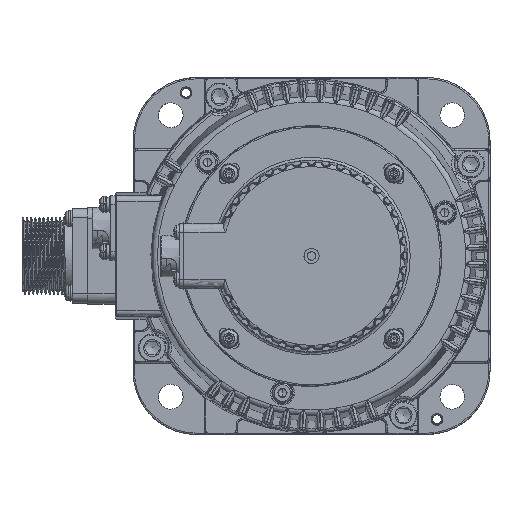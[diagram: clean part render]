
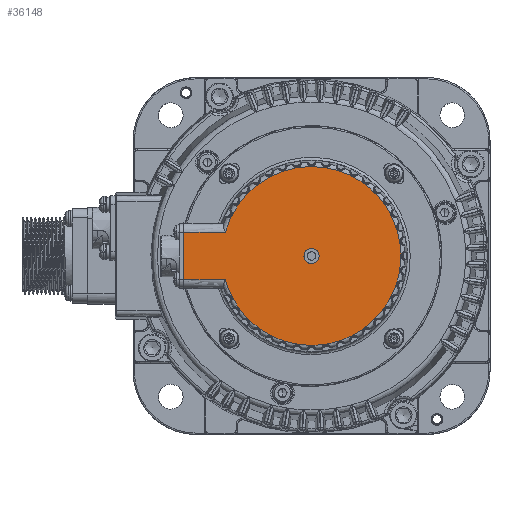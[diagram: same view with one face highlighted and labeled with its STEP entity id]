
A CAD part, left-side view. The second image highlights one B-rep face of the part: STEP entity #36148.
In plain terms, the highlighted free-form (B-spline) face has degree [1, 1] with [2, 2] control points.
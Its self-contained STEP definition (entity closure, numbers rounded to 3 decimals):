
#317=CARTESIAN_POINT('',(-204.7,46.5,8.617));
#318=VERTEX_POINT('',#317);
#319=CARTESIAN_POINT('',(-204.7,46.5,-8.617));
#320=VERTEX_POINT('',#319);
#321=CARTESIAN_POINT('',(-204.7,46.5,8.617));
#322=CARTESIAN_POINT('',(-204.7,46.5,-8.617));
#323=B_SPLINE_CURVE_WITH_KNOTS('',1,(#321,#322),.POLYLINE_FORM.,.F.,.U.,(2,2),(0.,1.),.UNSPECIFIED.);
#324=EDGE_CURVE('',#318,#320,#323,.T.);
#31912=CARTESIAN_POINT('',(-204.7,31.414,8.617));
#31913=VERTEX_POINT('',#31912);
#31922=CARTESIAN_POINT('',(-204.7,31.414,-8.617));
#31923=VERTEX_POINT('',#31922);
#31924=CARTESIAN_POINT('',(-204.7,31.414,8.617));
#31925=CARTESIAN_POINT('',(-204.7,19.159,53.294));
#31926=CARTESIAN_POINT('',(-204.7,-18.737,26.647));
#31927=CARTESIAN_POINT('',(-204.7,-56.633,0.));
#31928=CARTESIAN_POINT('',(-204.7,-18.737,-26.647));
#31929=CARTESIAN_POINT('',(-204.7,19.159,-53.294));
#31930=CARTESIAN_POINT('',(-204.7,31.414,-8.617));
#31931=(BOUNDED_CURVE()B_SPLINE_CURVE(2,(#31924,#31925,#31926,#31927,#31928,#31929,#31930),.CIRCULAR_ARC.,.F.,.U.)B_SPLINE_CURVE_WITH_KNOTS((3,2,2,3),(0.,0.333,0.667,1.),.UNSPECIFIED.)CURVE()GEOMETRIC_REPRESENTATION_ITEM()RATIONAL_B_SPLINE_CURVE((1.,0.575,1.,0.575,1.,0.575,1.))REPRESENTATION_ITEM(''));
#31932=EDGE_CURVE('',#31913,#31923,#31931,.T.);
#36095=CARTESIAN_POINT('',(-204.7,-33.049,32.966));
#36096=CARTESIAN_POINT('',(-204.7,-33.049,-32.966));
#36097=CARTESIAN_POINT('',(-204.7,46.5,32.966));
#36098=CARTESIAN_POINT('',(-204.7,46.5,-32.966));
#36099=B_SPLINE_SURFACE_WITH_KNOTS('',1,1,((#36095,#36096),(#36097,#36098)),.PLANE_SURF.,.F.,.F.,.U.,(2,2),(2,2),(0.,1.),(0.,1.),.UNSPECIFIED.);
#36100=ORIENTED_EDGE('',*,*,#31932,.F.);
#36101=CARTESIAN_POINT('',(-204.7,46.5,8.617));
#36102=CARTESIAN_POINT('',(-204.7,31.414,8.617));
#36103=B_SPLINE_CURVE_WITH_KNOTS('',1,(#36101,#36102),.POLYLINE_FORM.,.F.,.U.,(2,2),(0.,1.),.UNSPECIFIED.);
#36104=EDGE_CURVE('',#318,#31913,#36103,.T.);
#36105=ORIENTED_EDGE('',*,*,#36104,.F.);
#36106=ORIENTED_EDGE('',*,*,#324,.T.);
#36107=CARTESIAN_POINT('',(-204.7,31.414,-8.617));
#36108=CARTESIAN_POINT('',(-204.7,46.5,-8.617));
#36109=B_SPLINE_CURVE_WITH_KNOTS('',1,(#36107,#36108),.POLYLINE_FORM.,.F.,.U.,(2,2),(0.,1.),.UNSPECIFIED.);
#36110=EDGE_CURVE('',#31923,#320,#36109,.T.);
#36111=ORIENTED_EDGE('',*,*,#36110,.F.);
#36112=EDGE_LOOP('',(#36100,#36105,#36106,#36111));
#36113=FACE_OUTER_BOUND('',#36112,.T.);
#36114=CARTESIAN_POINT('',(-204.7,2.75,0.));
#36115=VERTEX_POINT('',#36114);
#36116=CARTESIAN_POINT('',(-204.7,-2.75,0.));
#36117=VERTEX_POINT('',#36116);
#36118=CARTESIAN_POINT('',(-204.7,2.75,0.));
#36119=CARTESIAN_POINT('',(-204.7,2.75,0.547));
#36120=CARTESIAN_POINT('',(-204.7,2.541,1.052));
#36121=CARTESIAN_POINT('',(-204.7,2.331,1.558));
#36122=CARTESIAN_POINT('',(-204.7,1.945,1.945));
#36123=CARTESIAN_POINT('',(-204.7,1.558,2.331));
#36124=CARTESIAN_POINT('',(-204.7,1.052,2.541));
#36125=CARTESIAN_POINT('',(-204.7,0.547,2.75));
#36126=CARTESIAN_POINT('',(-204.7,0.,2.75));
#36127=CARTESIAN_POINT('',(-204.7,-0.547,2.75));
#36128=CARTESIAN_POINT('',(-204.7,-1.052,2.541));
#36129=CARTESIAN_POINT('',(-204.7,-1.558,2.331));
#36130=CARTESIAN_POINT('',(-204.7,-1.945,1.945));
#36131=CARTESIAN_POINT('',(-204.7,-2.331,1.558));
#36132=CARTESIAN_POINT('',(-204.7,-2.541,1.052));
#36133=CARTESIAN_POINT('',(-204.7,-2.75,0.547));
#36134=CARTESIAN_POINT('',(-204.7,-2.75,0.));
#36135=B_SPLINE_CURVE_WITH_KNOTS('',2,(#36118,#36119,#36120,#36121,#36122,#36123,#36124,#36125,#36126,#36127,#36128,#36129,#36130,#36131,#36132,#36133,#36134),.UNSPECIFIED.,.F.,.U.,(3,2,2,2,2,2,2,2,3),(0.5,0.563,0.625,0.688,0.75,0.813,0.875,0.938,1.),.UNSPECIFIED.);
#36136=EDGE_CURVE('',#36115,#36117,#36135,.T.);
#36137=ORIENTED_EDGE('',*,*,#36136,.T.);
#36138=CARTESIAN_POINT('',(-204.7,-2.75,0.));
#36139=CARTESIAN_POINT('',(-204.7,-2.75,-2.75));
#36140=CARTESIAN_POINT('',(-204.7,0.,-2.75));
#36141=CARTESIAN_POINT('',(-204.7,2.75,-2.75));
#36142=CARTESIAN_POINT('',(-204.7,2.75,0.));
#36143=(BOUNDED_CURVE()B_SPLINE_CURVE(2,(#36138,#36139,#36140,#36141,#36142),.CIRCULAR_ARC.,.F.,.U.)B_SPLINE_CURVE_WITH_KNOTS((3,2,3),(0.,0.5,1.),.UNSPECIFIED.)CURVE()GEOMETRIC_REPRESENTATION_ITEM()RATIONAL_B_SPLINE_CURVE((1.,0.707,1.,0.707,1.))REPRESENTATION_ITEM(''));
#36144=EDGE_CURVE('',#36117,#36115,#36143,.T.);
#36145=ORIENTED_EDGE('',*,*,#36144,.T.);
#36146=EDGE_LOOP('',(#36137,#36145));
#36147=FACE_BOUND('',#36146,.T.);
#36148=ADVANCED_FACE('',(#36113,#36147),#36099,.T.);
